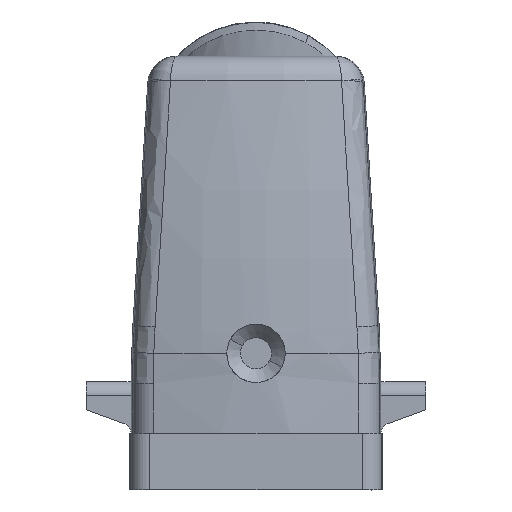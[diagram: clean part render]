
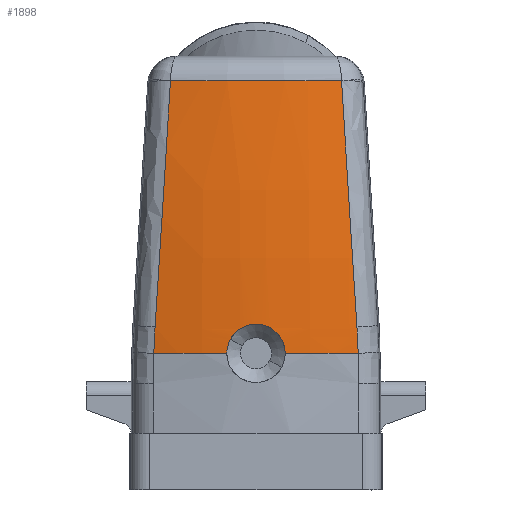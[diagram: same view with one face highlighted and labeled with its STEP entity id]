
A CAD part, front view. The second image highlights one B-rep face of the part: STEP entity #1898.
In plain terms, the highlighted face is a revolution surface.
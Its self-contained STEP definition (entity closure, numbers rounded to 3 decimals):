
#995=AXIS2_PLACEMENT_3D('Circle Axis2P3D',#993,#994,$) ;
#1018=AXIS2_PLACEMENT_3D('Circle Axis2P3D',#1016,#1017,$) ;
#1866=AXIS2_PLACEMENT_3D('Circle Axis2P3D',#1864,#1865,$) ;
#993=CARTESIAN_POINT('Axis2P3D Location',(18.,50.1,14.5)) ;
#997=CARTESIAN_POINT('Vertex',(7.159,1.289,14.5)) ;
#999=CARTESIAN_POINT('Vertex',(14.9,0.196,14.5)) ;
#1013=CARTESIAN_POINT('Vertex',(28.841,1.289,14.5)) ;
#1016=CARTESIAN_POINT('Axis2P3D Location',(18.,50.1,14.5)) ;
#1020=CARTESIAN_POINT('Vertex',(21.1,0.196,14.5)) ;
#1374=CARTESIAN_POINT('Control Point',(7.159,1.289,14.5)) ;
#1375=CARTESIAN_POINT('Control Point',(7.178,1.285,15.059)) ;
#1376=CARTESIAN_POINT('Control Point',(7.202,1.282,15.618)) ;
#1377=CARTESIAN_POINT('Control Point',(7.229,1.279,16.176)) ;
#1378=CARTESIAN_POINT('Control Point',(7.261,1.278,16.735)) ;
#1379=CARTESIAN_POINT('Control Point',(7.297,1.277,17.293)) ;
#1380=CARTESIAN_POINT('Vertex',(7.297,1.277,17.293)) ;
#1810=CARTESIAN_POINT('Control Point',(-2.,4.274,14.5)) ;
#1811=CARTESIAN_POINT('Control Point',(-2.,4.274,24.159)) ;
#1812=CARTESIAN_POINT('Control Point',(-1.745,4.858,33.818)) ;
#1813=CARTESIAN_POINT('Control Point',(-1.238,6.021,43.394)) ;
#1814=CARTESIAN_POINT('Axis1P Location',(18.,50.1,14.5)) ;
#1819=CARTESIAN_POINT('Control Point',(14.9,0.196,14.5)) ;
#1820=CARTESIAN_POINT('Control Point',(14.9,0.196,15.016)) ;
#1821=CARTESIAN_POINT('Control Point',(15.032,0.19,15.532)) ;
#1822=CARTESIAN_POINT('Control Point',(15.279,0.179,15.986)) ;
#1823=CARTESIAN_POINT('Vertex',(15.279,0.179,15.986)) ;
#1827=CARTESIAN_POINT('Control Point',(21.1,0.196,14.5)) ;
#1828=CARTESIAN_POINT('Control Point',(21.1,0.196,15.199)) ;
#1829=CARTESIAN_POINT('Control Point',(20.903,0.187,15.898)) ;
#1830=CARTESIAN_POINT('Control Point',(20.509,0.167,16.524)) ;
#1831=CARTESIAN_POINT('Control Point',(19.687,0.139,17.241)) ;
#1832=CARTESIAN_POINT('Control Point',(18.672,0.124,17.557)) ;
#1833=CARTESIAN_POINT('Control Point',(18.323,0.121,17.613)) ;
#1834=CARTESIAN_POINT('Control Point',(17.374,0.12,17.63)) ;
#1835=CARTESIAN_POINT('Control Point',(16.47,0.136,17.295)) ;
#1836=CARTESIAN_POINT('Control Point',(15.964,0.152,16.95)) ;
#1837=CARTESIAN_POINT('Control Point',(15.561,0.167,16.501)) ;
#1838=CARTESIAN_POINT('Control Point',(15.279,0.179,15.986)) ;
#1841=CARTESIAN_POINT('Control Point',(28.703,1.277,17.293)) ;
#1842=CARTESIAN_POINT('Control Point',(28.763,1.278,16.363)) ;
#1843=CARTESIAN_POINT('Control Point',(28.809,1.282,15.432)) ;
#1844=CARTESIAN_POINT('Control Point',(28.841,1.289,14.5)) ;
#1845=CARTESIAN_POINT('Vertex',(28.703,1.277,17.293)) ;
#1849=CARTESIAN_POINT('Control Point',(27.074,2.867,43.38)) ;
#1850=CARTESIAN_POINT('Control Point',(27.6,1.802,34.727)) ;
#1851=CARTESIAN_POINT('Control Point',(28.145,1.268,26.01)) ;
#1852=CARTESIAN_POINT('Control Point',(28.703,1.277,17.293)) ;
#1853=CARTESIAN_POINT('Vertex',(27.074,2.867,43.38)) ;
#1857=CARTESIAN_POINT('Control Point',(27.073,2.867,43.38)) ;
#1858=CARTESIAN_POINT('Control Point',(27.073,2.868,43.385)) ;
#1859=CARTESIAN_POINT('Control Point',(27.073,2.869,43.389)) ;
#1860=CARTESIAN_POINT('Control Point',(27.072,2.869,43.394)) ;
#1861=CARTESIAN_POINT('Vertex',(27.073,2.869,43.394)) ;
#1864=CARTESIAN_POINT('Axis2P3D Location',(18.,50.1,43.394)) ;
#1868=CARTESIAN_POINT('Vertex',(8.927,2.869,43.394)) ;
#1872=CARTESIAN_POINT('Control Point',(8.927,2.867,43.38)) ;
#1873=CARTESIAN_POINT('Control Point',(8.927,2.868,43.385)) ;
#1874=CARTESIAN_POINT('Control Point',(8.927,2.869,43.389)) ;
#1875=CARTESIAN_POINT('Control Point',(8.928,2.869,43.394)) ;
#1876=CARTESIAN_POINT('Vertex',(8.927,2.867,43.38)) ;
#1880=CARTESIAN_POINT('Control Point',(7.297,1.277,17.293)) ;
#1881=CARTESIAN_POINT('Control Point',(7.855,1.268,26.01)) ;
#1882=CARTESIAN_POINT('Control Point',(8.4,1.802,34.727)) ;
#1883=CARTESIAN_POINT('Control Point',(8.927,2.867,43.38)) ;
#994=DIRECTION('Axis2P3D Direction',(0.,0.,1.)) ;
#1017=DIRECTION('Axis2P3D Direction',(0.,0.,1.)) ;
#1815=DIRECTION('Axis1P Direction',(0.,0.,1.)) ;
#1865=DIRECTION('Axis2P3D Direction',(0.,0.,1.)) ;
#1816=AXIS1_PLACEMENT('Revolution Surface Axis1P',#1814,#1815) ;
#1886=ORIENTED_EDGE('',*,*,#1825,.T.) ;
#1887=ORIENTED_EDGE('',*,*,#1839,.F.) ;
#1888=ORIENTED_EDGE('',*,*,#1022,.T.) ;
#1889=ORIENTED_EDGE('',*,*,#1847,.T.) ;
#1890=ORIENTED_EDGE('',*,*,#1855,.T.) ;
#1891=ORIENTED_EDGE('',*,*,#1863,.T.) ;
#1892=ORIENTED_EDGE('',*,*,#1870,.T.) ;
#1893=ORIENTED_EDGE('',*,*,#1878,.F.) ;
#1894=ORIENTED_EDGE('',*,*,#1884,.F.) ;
#1895=ORIENTED_EDGE('',*,*,#1382,.F.) ;
#1896=ORIENTED_EDGE('',*,*,#1001,.T.) ;
#1898=ADVANCED_FACE('Hauptk\X2\00F6\X0\rper',(#1897),#1817,.T.) ;
#1373=B_SPLINE_CURVE_WITH_KNOTS('',5,(#1374,#1375,#1376,#1377,#1378,#1379),.UNSPECIFIED.,.F.,.U.,(6,6),(9.012,12.998),.UNSPECIFIED.) ;
#1809=B_SPLINE_CURVE_WITH_KNOTS('',3,(#1810,#1811,#1812,#1813),.UNSPECIFIED.,.F.,.U.,(4,4),(0.,28.978),.UNSPECIFIED.) ;
#1818=B_SPLINE_CURVE_WITH_KNOTS('',3,(#1819,#1820,#1821,#1822),.UNSPECIFIED.,.F.,.U.,(4,4),(0.,2.191),.UNSPECIFIED.) ;
#1826=B_SPLINE_CURVE_WITH_KNOTS('',5,(#1827,#1828,#1829,#1830,#1831,#1832,#1833,#1834,#1835,#1836,#1837,#1838),.UNSPECIFIED.,.F.,.U.,(6,3,3,6),(0.,4.941,7.387,11.527),.UNSPECIFIED.) ;
#1840=B_SPLINE_CURVE_WITH_KNOTS('',3,(#1841,#1842,#1843,#1844),.UNSPECIFIED.,.F.,.U.,(4,4),(51.878,55.864),.UNSPECIFIED.) ;
#1848=B_SPLINE_CURVE_WITH_KNOTS('',3,(#1849,#1850,#1851,#1852),.UNSPECIFIED.,.F.,.U.,(4,4),(12.607,49.426),.UNSPECIFIED.) ;
#1856=B_SPLINE_CURVE_WITH_KNOTS('',3,(#1857,#1858,#1859,#1860),.UNSPECIFIED.,.F.,.U.,(4,4),(7.181,7.392),.UNSPECIFIED.) ;
#1871=B_SPLINE_CURVE_WITH_KNOTS('',3,(#1872,#1873,#1874,#1875),.UNSPECIFIED.,.F.,.U.,(4,4),(7.181,7.392),.UNSPECIFIED.) ;
#1879=B_SPLINE_CURVE_WITH_KNOTS('',3,(#1880,#1881,#1882,#1883),.UNSPECIFIED.,.F.,.U.,(4,4),(12.837,49.656),.UNSPECIFIED.) ;
#996=CIRCLE('generated circle',#995,50.) ;
#1019=CIRCLE('generated circle',#1018,50.) ;
#1867=CIRCLE('generated circle',#1866,48.094) ;
#1001=EDGE_CURVE('',#998,#1000,#996,.T.) ;
#1022=EDGE_CURVE('',#1021,#1014,#1019,.T.) ;
#1382=EDGE_CURVE('',#998,#1381,#1373,.T.) ;
#1825=EDGE_CURVE('',#1000,#1824,#1818,.T.) ;
#1839=EDGE_CURVE('',#1021,#1824,#1826,.T.) ;
#1847=EDGE_CURVE('',#1014,#1846,#1840,.F.) ;
#1855=EDGE_CURVE('',#1846,#1854,#1848,.F.) ;
#1863=EDGE_CURVE('',#1854,#1862,#1856,.T.) ;
#1870=EDGE_CURVE('',#1862,#1869,#1867,.F.) ;
#1878=EDGE_CURVE('',#1877,#1869,#1871,.T.) ;
#1884=EDGE_CURVE('',#1381,#1877,#1879,.T.) ;
#1885=EDGE_LOOP('',(#1886,#1887,#1888,#1889,#1890,#1891,#1892,#1893,#1894,#1895,#1896)) ;
#1897=FACE_OUTER_BOUND('',#1885,.T.) ;
#1817=SURFACE_OF_REVOLUTION('Surface of Revolution',#1809,#1816) ;
#998=VERTEX_POINT('',#997) ;
#1000=VERTEX_POINT('',#999) ;
#1014=VERTEX_POINT('',#1013) ;
#1021=VERTEX_POINT('',#1020) ;
#1381=VERTEX_POINT('',#1380) ;
#1824=VERTEX_POINT('',#1823) ;
#1846=VERTEX_POINT('',#1845) ;
#1854=VERTEX_POINT('',#1853) ;
#1862=VERTEX_POINT('',#1861) ;
#1869=VERTEX_POINT('',#1868) ;
#1877=VERTEX_POINT('',#1876) ;
